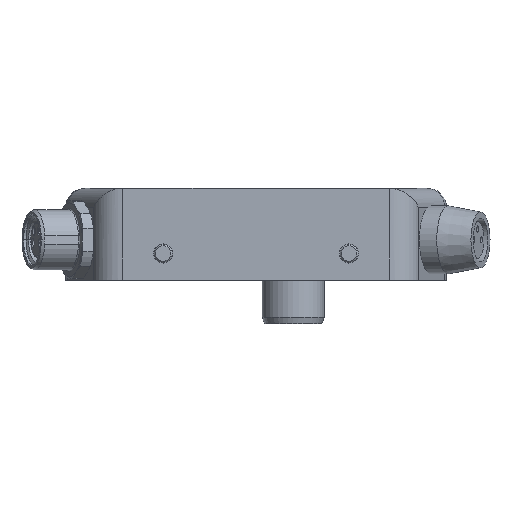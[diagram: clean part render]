
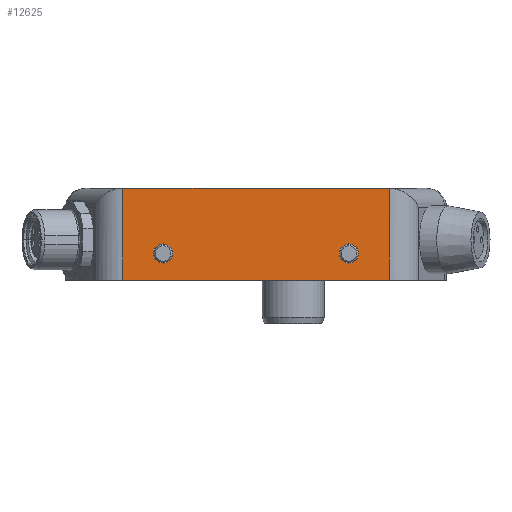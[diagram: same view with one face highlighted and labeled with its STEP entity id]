
A CAD part, front view. The second image highlights one B-rep face of the part: STEP entity #12625.
In plain terms, the highlighted planar face has unit normal (0, -1, 0).
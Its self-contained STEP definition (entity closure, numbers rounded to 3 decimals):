
#38 = DIRECTION ( 'NONE',  ( 0., 1., 0. ) ) ;
#263 = CARTESIAN_POINT ( 'NONE',  ( -25., 32., 14.8 ) ) ;
#345 = VERTEX_POINT ( 'NONE', #16402 ) ;
#351 = AXIS2_PLACEMENT_3D ( 'NONE', #8716, #7424, #10093 ) ;
#403 = CARTESIAN_POINT ( 'NONE',  ( -25., 32., 0. ) ) ;
#464 = DIRECTION ( 'NONE',  ( 0., 0., 1. ) ) ;
#836 = ORIENTED_EDGE ( 'NONE', *, *, #3551, .T. ) ;
#860 = EDGE_CURVE ( 'NONE', #13962, #7009, #13822, .T. ) ;
#1761 = DIRECTION ( 'NONE',  ( 0., 1., 0. ) ) ;
#1816 = VECTOR ( 'NONE', #12492, 1000. ) ;
#2271 = CARTESIAN_POINT ( 'NONE',  ( 15., 32., 2.75 ) ) ;
#2310 = EDGE_CURVE ( 'NONE', #3994, #3026, #11382, .T. ) ;
#2364 = CARTESIAN_POINT ( 'NONE',  ( 21.499, 32., 14.8 ) ) ;
#2435 = FACE_BOUND ( 'NONE', #9119, .T. ) ;
#2586 = VECTOR ( 'NONE', #5736, 1000. ) ;
#2744 = ORIENTED_EDGE ( 'NONE', *, *, #6756, .T. ) ;
#2836 = CARTESIAN_POINT ( 'NONE',  ( -15., 32., 4.3 ) ) ;
#3026 = VERTEX_POINT ( 'NONE', #4202 ) ;
#3484 = CIRCLE ( 'NONE', #12287, 1.55 ) ;
#3551 = EDGE_CURVE ( 'NONE', #345, #6184, #9847, .T. ) ;
#3703 = FACE_BOUND ( 'NONE', #8306, .T. ) ;
#3951 = AXIS2_PLACEMENT_3D ( 'NONE', #16522, #7177, #464 ) ;
#3994 = VERTEX_POINT ( 'NONE', #6988 ) ;
#4202 = CARTESIAN_POINT ( 'NONE',  ( -15., 32., 5.85 ) ) ;
#4488 = DIRECTION ( 'NONE',  ( 0., 0., 1. ) ) ;
#4534 = ORIENTED_EDGE ( 'NONE', *, *, #11908, .T. ) ;
#4772 = ORIENTED_EDGE ( 'NONE', *, *, #9785, .T. ) ;
#4818 = FACE_OUTER_BOUND ( 'NONE', #5508, .T. ) ;
#5508 = EDGE_LOOP ( 'NONE', ( #2744, #4534, #14802, #836 ) ) ;
#5736 = DIRECTION ( 'NONE',  ( 1., 0., 0. ) ) ;
#5799 = ORIENTED_EDGE ( 'NONE', *, *, #2310, .T. ) ;
#5910 = VERTEX_POINT ( 'NONE', #13203 ) ;
#6184 = VERTEX_POINT ( 'NONE', #15825 ) ;
#6637 = CARTESIAN_POINT ( 'NONE',  ( 21.499, 32., 14.8 ) ) ;
#6756 = EDGE_CURVE ( 'NONE', #6184, #5910, #12438, .T. ) ;
#6786 = DIRECTION ( 'NONE',  ( 1., 0., 0. ) ) ;
#6840 = CARTESIAN_POINT ( 'NONE',  ( 15., 32., 4.3 ) ) ;
#6974 = EDGE_CURVE ( 'NONE', #7009, #13962, #13849, .T. ) ;
#6988 = CARTESIAN_POINT ( 'NONE',  ( -15., 32., 2.75 ) ) ;
#7009 = VERTEX_POINT ( 'NONE', #9767 ) ;
#7177 = DIRECTION ( 'NONE',  ( 0., 1., 0. ) ) ;
#7180 = CARTESIAN_POINT ( 'NONE',  ( -21.499, 32., 14.8 ) ) ;
#7387 = ORIENTED_EDGE ( 'NONE', *, *, #860, .T. ) ;
#7424 = DIRECTION ( 'NONE',  ( 0., 1., 0. ) ) ;
#8090 = DIRECTION ( 'NONE',  ( 0., 1., 0. ) ) ;
#8135 = ORIENTED_EDGE ( 'NONE', *, *, #6974, .T. ) ;
#8306 = EDGE_LOOP ( 'NONE', ( #8135, #7387 ) ) ;
#8641 = AXIS2_PLACEMENT_3D ( 'NONE', #6840, #1761, #4488 ) ;
#8716 = CARTESIAN_POINT ( 'NONE',  ( -25., 32., 14.8 ) ) ;
#9119 = EDGE_LOOP ( 'NONE', ( #4772, #5799 ) ) ;
#9150 = DIRECTION ( 'NONE',  ( 0., 0., 1. ) ) ;
#9236 = LINE ( 'NONE', #6637, #12668 ) ;
#9767 = CARTESIAN_POINT ( 'NONE',  ( 15., 32., 5.85 ) ) ;
#9785 = EDGE_CURVE ( 'NONE', #3026, #3994, #3484, .T. ) ;
#9847 = LINE ( 'NONE', #7180, #1816 ) ;
#10093 = DIRECTION ( 'NONE',  ( 0., 0., 1. ) ) ;
#10183 = PLANE ( 'NONE',  #351 ) ;
#11382 = CIRCLE ( 'NONE', #3951, 1.55 ) ;
#11784 = LINE ( 'NONE', #263, #16253 ) ;
#11908 = EDGE_CURVE ( 'NONE', #5910, #14011, #9236, .T. ) ;
#12287 = AXIS2_PLACEMENT_3D ( 'NONE', #2836, #8090, #13332 ) ;
#12299 = EDGE_CURVE ( 'NONE', #345, #14011, #11784, .T. ) ;
#12438 = LINE ( 'NONE', #403, #2586 ) ;
#12492 = DIRECTION ( 'NONE',  ( 0., 0., -1. ) ) ;
#12625 = ADVANCED_FACE ( 'NONE', ( #3703, #2435, #4818 ), #10183, .F. ) ;
#12668 = VECTOR ( 'NONE', #9150, 1000. ) ;
#13203 = CARTESIAN_POINT ( 'NONE',  ( 21.499, 32., 0. ) ) ;
#13332 = DIRECTION ( 'NONE',  ( 0., 0., 1. ) ) ;
#13822 = CIRCLE ( 'NONE', #16014, 1.55 ) ;
#13849 = CIRCLE ( 'NONE', #8641, 1.55 ) ;
#13962 = VERTEX_POINT ( 'NONE', #2271 ) ;
#14011 = VERTEX_POINT ( 'NONE', #2364 ) ;
#14223 = DIRECTION ( 'NONE',  ( 0., 0., 1. ) ) ;
#14802 = ORIENTED_EDGE ( 'NONE', *, *, #12299, .F. ) ;
#15590 = CARTESIAN_POINT ( 'NONE',  ( 15., 32., 4.3 ) ) ;
#15825 = CARTESIAN_POINT ( 'NONE',  ( -21.499, 32., 0. ) ) ;
#16014 = AXIS2_PLACEMENT_3D ( 'NONE', #15590, #38, #14223 ) ;
#16253 = VECTOR ( 'NONE', #6786, 1000. ) ;
#16402 = CARTESIAN_POINT ( 'NONE',  ( -21.499, 32., 14.8 ) ) ;
#16522 = CARTESIAN_POINT ( 'NONE',  ( -15., 32., 4.3 ) ) ;
